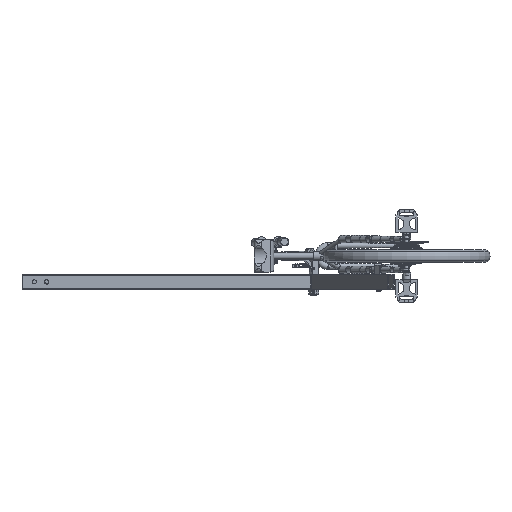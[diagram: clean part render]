
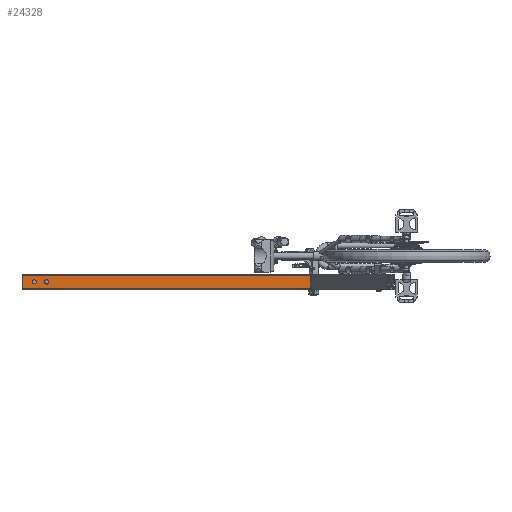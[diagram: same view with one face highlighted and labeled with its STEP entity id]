
A CAD part, left-side view. The second image highlights one B-rep face of the part: STEP entity #24328.
In plain terms, the highlighted planar face has unit normal (-1, 0, 0).
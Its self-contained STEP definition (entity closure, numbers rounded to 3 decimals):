
#23100=CARTESIAN_POINT('',(-15.,0.,-30.));
#23101=VERTEX_POINT('',#23100);
#23108=CARTESIAN_POINT('',(-15.,0.,30.));
#23109=VERTEX_POINT('',#23108);
#23110=CARTESIAN_POINT('',(-15.,0.,-30.));
#23111=DIRECTION('',(0.,-0.,1.));
#23112=VECTOR('',#23111,60.);
#23113=LINE('',#23110,#23112);
#23114=EDGE_CURVE('',#23101,#23109,#23113,.T.);
#23716=CARTESIAN_POINT('',(-15.,-1176.468,-30.));
#23717=VERTEX_POINT('',#23716);
#23724=CARTESIAN_POINT('',(-15.,-1176.468,-30.));
#23725=DIRECTION('',(-0.,1.,0.));
#23726=VECTOR('',#23725,1176.468);
#23727=LINE('',#23724,#23726);
#23728=EDGE_CURVE('',#23717,#23101,#23727,.T.);
#23875=CARTESIAN_POINT('',(-15.,-100.69,9.));
#23876=VERTEX_POINT('',#23875);
#23883=CARTESIAN_POINT('',(-15.,-100.69,0.));
#23884=DIRECTION('',(-1.,0.,0.));
#23885=DIRECTION('',(0.,0.,1.));
#23886=AXIS2_PLACEMENT_3D('',#23883,#23884,#23885);
#23887=CIRCLE('',#23886,9.);
#23888=EDGE_CURVE('',#23876,#23876,#23887,.T.);
#24114=CARTESIAN_POINT('',(-15.,-1176.468,30.));
#24115=VERTEX_POINT('',#24114);
#24116=CARTESIAN_POINT('',(-15.,-1176.468,30.));
#24117=DIRECTION('',(-0.,1.,0.));
#24118=VECTOR('',#24117,1176.468);
#24119=LINE('',#24116,#24118);
#24120=EDGE_CURVE('',#24115,#23109,#24119,.T.);
#24152=CARTESIAN_POINT('',(-15.,-50.,8.));
#24153=VERTEX_POINT('',#24152);
#24160=CARTESIAN_POINT('',(-15.,-50.,0.));
#24161=DIRECTION('',(-1.,0.,0.));
#24162=DIRECTION('',(0.,0.,1.));
#24163=AXIS2_PLACEMENT_3D('',#24160,#24161,#24162);
#24164=CIRCLE('',#24163,8.);
#24165=EDGE_CURVE('',#24153,#24153,#24164,.T.);
#24226=CARTESIAN_POINT('',(-15.,-1176.468,30.));
#24227=DIRECTION('',(0.,0.,-1.));
#24228=VECTOR('',#24227,60.);
#24229=LINE('',#24226,#24228);
#24230=EDGE_CURVE('',#24115,#23717,#24229,.T.);
#24311=CARTESIAN_POINT('',(-15.,-1185.37,30.));
#24312=DIRECTION('',(-1.,0.,0.));
#24313=DIRECTION('',(0.,0.,1.));
#24314=AXIS2_PLACEMENT_3D('',#24311,#24312,#24313);
#24315=PLANE('',#24314);
#24316=ORIENTED_EDGE('',*,*,#24165,.F.);
#24317=EDGE_LOOP('',(#24316));
#24318=FACE_BOUND('',#24317,.T.);
#24319=ORIENTED_EDGE('',*,*,#23888,.F.);
#24320=EDGE_LOOP('',(#24319));
#24321=FACE_BOUND('',#24320,.T.);
#24322=ORIENTED_EDGE('',*,*,#24230,.F.);
#24323=ORIENTED_EDGE('',*,*,#24120,.T.);
#24324=ORIENTED_EDGE('',*,*,#23114,.F.);
#24325=ORIENTED_EDGE('',*,*,#23728,.F.);
#24326=EDGE_LOOP('',(#24322,#24323,#24324,#24325));
#24327=FACE_BOUND('',#24326,.T.);
#24328=ADVANCED_FACE('',(#24318,#24321,#24327),#24315,.T.);
